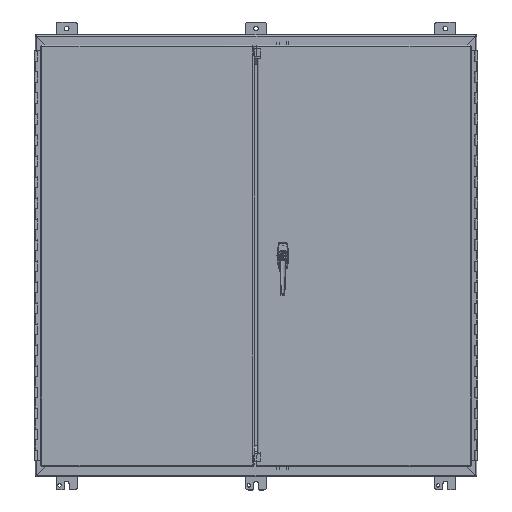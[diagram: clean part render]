
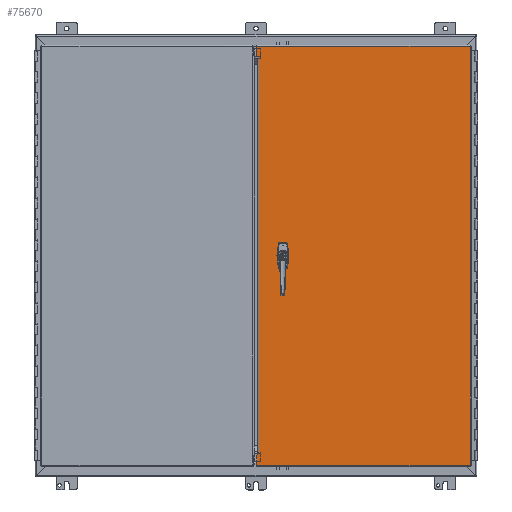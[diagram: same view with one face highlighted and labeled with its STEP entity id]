
A CAD part, top view. The second image highlights one B-rep face of the part: STEP entity #75670.
In plain terms, the highlighted face is planar.
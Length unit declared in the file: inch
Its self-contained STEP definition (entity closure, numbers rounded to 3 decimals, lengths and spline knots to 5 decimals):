
#74872=CARTESIAN_POINT('',(7.2812,0.,0.0));
#74873=VERTEX_POINT('',#74872);
#74874=CARTESIAN_POINT('',(7.7187,0.,0.0));
#74875=DIRECTION('',(0.0,0.0,1.0));
#74876=DIRECTION('',(1.0,0.0,0.0));
#74877=AXIS2_PLACEMENT_3D('',#74874,#74875,#74876);
#74878=CIRCLE('',#74877,0.4375);
#74879=EDGE_CURVE('',#74873,#74873,#74878,.T.);
#74900=CARTESIAN_POINT('',(7.82808,-0.8935,0.0));
#74901=VERTEX_POINT('',#74900);
#74908=CARTESIAN_POINT('',(7.60933,-0.8935,0.0));
#74909=VERTEX_POINT('',#74908);
#74910=CARTESIAN_POINT('',(7.7187,-0.8935,0.0));
#74911=DIRECTION('',(0.0,0.0,1.0));
#74912=DIRECTION('',(1.0,0.0,0.0));
#74913=AXIS2_PLACEMENT_3D('',#74910,#74911,#74912);
#74914=CIRCLE('',#74913,0.10938);
#74915=EDGE_CURVE('',#74909,#74901,#74914,.T.);
#74940=CARTESIAN_POINT('',(7.60933,-0.7685,0.0));
#74941=VERTEX_POINT('',#74940);
#74942=CARTESIAN_POINT('',(7.60933,-0.7685,0.0));
#74943=DIRECTION('',(0.0,-1.0,0.0));
#74944=VECTOR('',#74943,0.125);
#74945=LINE('',#74942,#74944);
#74946=EDGE_CURVE('',#74941,#74909,#74945,.T.);
#74972=CARTESIAN_POINT('',(7.82808,-0.7685,0.0));
#74973=VERTEX_POINT('',#74972);
#74974=CARTESIAN_POINT('',(7.7187,-0.7685,0.0));
#74975=DIRECTION('',(0.0,0.0,1.0));
#74976=DIRECTION('',(-1.0,0.0,0.0));
#74977=AXIS2_PLACEMENT_3D('',#74974,#74975,#74976);
#74978=CIRCLE('',#74977,0.10938);
#74979=EDGE_CURVE('',#74973,#74941,#74978,.T.);
#75002=CARTESIAN_POINT('',(7.82808,-0.8935,0.0));
#75003=DIRECTION('',(0.0,1.0,0.0));
#75004=VECTOR('',#75003,0.125);
#75005=LINE('',#75002,#75004);
#75006=EDGE_CURVE('',#74901,#74973,#75005,.T.);
#75028=CARTESIAN_POINT('',(7.82808,0.7685,0.0));
#75029=VERTEX_POINT('',#75028);
#75036=CARTESIAN_POINT('',(7.60932,0.7685,0.0));
#75037=VERTEX_POINT('',#75036);
#75038=CARTESIAN_POINT('',(7.7187,0.7685,0.0));
#75039=DIRECTION('',(0.0,0.0,1.0));
#75040=DIRECTION('',(1.0,0.0,0.0));
#75041=AXIS2_PLACEMENT_3D('',#75038,#75039,#75040);
#75042=CIRCLE('',#75041,0.10938);
#75043=EDGE_CURVE('',#75037,#75029,#75042,.T.);
#75068=CARTESIAN_POINT('',(7.60932,0.8935,0.0));
#75069=VERTEX_POINT('',#75068);
#75070=CARTESIAN_POINT('',(7.60932,0.8935,0.0));
#75071=DIRECTION('',(0.0,-1.0,0.0));
#75072=VECTOR('',#75071,0.125);
#75073=LINE('',#75070,#75072);
#75074=EDGE_CURVE('',#75069,#75037,#75073,.T.);
#75100=CARTESIAN_POINT('',(7.82808,0.8935,0.0));
#75101=VERTEX_POINT('',#75100);
#75102=CARTESIAN_POINT('',(7.7187,0.8935,0.0));
#75103=DIRECTION('',(0.0,0.0,1.0));
#75104=DIRECTION('',(-1.0,0.0,0.0));
#75105=AXIS2_PLACEMENT_3D('',#75102,#75103,#75104);
#75106=CIRCLE('',#75105,0.10938);
#75107=EDGE_CURVE('',#75101,#75069,#75106,.T.);
#75130=CARTESIAN_POINT('',(7.82808,0.7685,0.0));
#75131=DIRECTION('',(0.0,1.0,0.0));
#75132=VECTOR('',#75131,0.125);
#75133=LINE('',#75130,#75132);
#75134=EDGE_CURVE('',#75029,#75101,#75133,.T.);
#75171=CARTESIAN_POINT('',(9.96875,18.7811,0.));
#75172=VERTEX_POINT('',#75171);
#75409=CARTESIAN_POINT('',(9.96875,-18.7811,0.));
#75410=VERTEX_POINT('',#75409);
#75418=CARTESIAN_POINT('',(9.96875,18.7811,0.0));
#75419=DIRECTION('',(0.0,-1.0,0.0));
#75420=VECTOR('',#75419,37.5622);
#75421=LINE('',#75418,#75420);
#75422=EDGE_CURVE('',#75172,#75410,#75421,.T.);
#75478=CARTESIAN_POINT('',(9.96855,18.7811,0.));
#75479=VERTEX_POINT('',#75478);
#75480=CARTESIAN_POINT('',(9.96855,18.7811,0.0));
#75481=DIRECTION('',(1.0,0.0,0.0));
#75482=VECTOR('',#75481,0.0002);
#75483=LINE('',#75480,#75482);
#75484=EDGE_CURVE('',#75479,#75172,#75483,.T.);
#75509=CARTESIAN_POINT('',(9.96875,18.7813,0.0));
#75510=VERTEX_POINT('',#75509);
#75511=CARTESIAN_POINT('',(9.96855,18.7813,0.));
#75512=VERTEX_POINT('',#75511);
#75513=CARTESIAN_POINT('',(9.96875,18.7813,0.0));
#75514=DIRECTION('',(-1.0,0.0,0.0));
#75515=VECTOR('',#75514,0.0002);
#75516=LINE('',#75513,#75515);
#75517=EDGE_CURVE('',#75510,#75512,#75516,.T.);
#75549=CARTESIAN_POINT('',(9.96855,18.7813,0.0));
#75550=DIRECTION('',(0.0,-1.0,0.0));
#75551=VECTOR('',#75550,0.0002);
#75552=LINE('',#75549,#75551);
#75553=EDGE_CURVE('',#75512,#75479,#75552,.T.);
#75566=CARTESIAN_POINT('',(0.,0.,0.0));
#75567=DIRECTION('',(0.0,0.0,1.0));
#75568=DIRECTION('',(1.0,0.0,0.0));
#75569=AXIS2_PLACEMENT_3D('',#75566,#75567,#75568);
#75570=PLANE('',#75569);
#75571=ORIENTED_EDGE('',*,*,#75517,.T.);
#75572=ORIENTED_EDGE('',*,*,#75553,.T.);
#75573=ORIENTED_EDGE('',*,*,#75484,.T.);
#75574=ORIENTED_EDGE('',*,*,#75422,.T.);
#75575=CARTESIAN_POINT('',(9.96855,-18.7811,0.));
#75576=VERTEX_POINT('',#75575);
#75577=CARTESIAN_POINT('',(9.96875,-18.7811,0.0));
#75578=DIRECTION('',(-1.0,0.0,0.0));
#75579=VECTOR('',#75578,0.0002);
#75580=LINE('',#75577,#75579);
#75581=EDGE_CURVE('',#75410,#75576,#75580,.T.);
#75582=ORIENTED_EDGE('',*,*,#75581,.T.);
#75583=CARTESIAN_POINT('',(9.96855,-18.7813,0.));
#75584=VERTEX_POINT('',#75583);
#75585=CARTESIAN_POINT('',(9.96855,-18.7811,0.0));
#75586=DIRECTION('',(0.0,-1.0,0.0));
#75587=VECTOR('',#75586,0.0002);
#75588=LINE('',#75585,#75587);
#75589=EDGE_CURVE('',#75576,#75584,#75588,.T.);
#75590=ORIENTED_EDGE('',*,*,#75589,.T.);
#75591=CARTESIAN_POINT('',(9.96875,-18.7813,0.0));
#75592=VERTEX_POINT('',#75591);
#75593=CARTESIAN_POINT('',(9.96855,-18.7813,0.0));
#75594=DIRECTION('',(1.0,0.0,0.0));
#75595=VECTOR('',#75594,0.0002);
#75596=LINE('',#75593,#75595);
#75597=EDGE_CURVE('',#75584,#75592,#75596,.T.);
#75598=ORIENTED_EDGE('',*,*,#75597,.T.);
#75599=CARTESIAN_POINT('',(10.21875,-19.0313,0.0));
#75600=VERTEX_POINT('',#75599);
#75601=CARTESIAN_POINT('',(9.96875,-18.7813,0.0));
#75602=DIRECTION('',(0.707,-0.707,0.0));
#75603=VECTOR('',#75602,0.35355);
#75604=LINE('',#75601,#75603);
#75605=EDGE_CURVE('',#75592,#75600,#75604,.T.);
#75606=ORIENTED_EDGE('',*,*,#75605,.T.);
#75607=CARTESIAN_POINT('',(10.21875,-19.9063,0.));
#75608=VERTEX_POINT('',#75607);
#75609=CARTESIAN_POINT('',(10.21875,-19.0313,0.0));
#75610=DIRECTION('',(0.0,-1.0,0.0));
#75611=VECTOR('',#75610,0.875);
#75612=LINE('',#75609,#75611);
#75613=EDGE_CURVE('',#75600,#75608,#75612,.T.);
#75614=ORIENTED_EDGE('',*,*,#75613,.T.);
#75615=CARTESIAN_POINT('',(-10.0938,-19.9063,0.));
#75616=VERTEX_POINT('',#75615);
#75617=CARTESIAN_POINT('',(10.21875,-19.9063,0.0));
#75618=DIRECTION('',(-1.0,0.0,0.0));
#75619=VECTOR('',#75618,20.31255);
#75620=LINE('',#75617,#75619);
#75621=EDGE_CURVE('',#75608,#75616,#75620,.T.);
#75622=ORIENTED_EDGE('',*,*,#75621,.T.);
#75623=CARTESIAN_POINT('',(-10.0938,19.9063,0.));
#75624=VERTEX_POINT('',#75623);
#75625=CARTESIAN_POINT('',(-10.0938,-19.9063,0.0));
#75626=DIRECTION('',(0.0,1.0,0.0));
#75627=VECTOR('',#75626,39.8126);
#75628=LINE('',#75625,#75627);
#75629=EDGE_CURVE('',#75616,#75624,#75628,.T.);
#75630=ORIENTED_EDGE('',*,*,#75629,.T.);
#75631=CARTESIAN_POINT('',(10.21875,19.9063,0.));
#75632=VERTEX_POINT('',#75631);
#75633=CARTESIAN_POINT('',(-10.0938,19.9063,0.0));
#75634=DIRECTION('',(1.0,0.0,0.0));
#75635=VECTOR('',#75634,20.31255);
#75636=LINE('',#75633,#75635);
#75637=EDGE_CURVE('',#75624,#75632,#75636,.T.);
#75638=ORIENTED_EDGE('',*,*,#75637,.T.);
#75639=CARTESIAN_POINT('',(10.21875,19.0313,0.0));
#75640=VERTEX_POINT('',#75639);
#75641=CARTESIAN_POINT('',(10.21875,19.9063,0.0));
#75642=DIRECTION('',(0.0,-1.0,0.0));
#75643=VECTOR('',#75642,0.875);
#75644=LINE('',#75641,#75643);
#75645=EDGE_CURVE('',#75632,#75640,#75644,.T.);
#75646=ORIENTED_EDGE('',*,*,#75645,.T.);
#75647=CARTESIAN_POINT('',(10.21875,19.0313,0.0));
#75648=DIRECTION('',(-0.707,-0.707,0.0));
#75649=VECTOR('',#75648,0.35355);
#75650=LINE('',#75647,#75649);
#75651=EDGE_CURVE('',#75640,#75510,#75650,.T.);
#75652=ORIENTED_EDGE('',*,*,#75651,.T.);
#75653=EDGE_LOOP('',(#75571,#75572,#75573,#75574,#75582,#75590,#75598,#75606,#75614,#75622,#75630,#75638,#75646,#75652));
#75654=FACE_OUTER_BOUND('',#75653,.T.);
#75655=ORIENTED_EDGE('',*,*,#74879,.T.);
#75656=EDGE_LOOP('',(#75655));
#75657=FACE_BOUND('',#75656,.T.);
#75658=ORIENTED_EDGE('',*,*,#74915,.T.);
#75659=ORIENTED_EDGE('',*,*,#75006,.T.);
#75660=ORIENTED_EDGE('',*,*,#74979,.T.);
#75661=ORIENTED_EDGE('',*,*,#74946,.T.);
#75662=EDGE_LOOP('',(#75658,#75659,#75660,#75661));
#75663=FACE_BOUND('',#75662,.T.);
#75664=ORIENTED_EDGE('',*,*,#75043,.T.);
#75665=ORIENTED_EDGE('',*,*,#75134,.T.);
#75666=ORIENTED_EDGE('',*,*,#75107,.T.);
#75667=ORIENTED_EDGE('',*,*,#75074,.T.);
#75668=EDGE_LOOP('',(#75664,#75665,#75666,#75667));
#75669=FACE_BOUND('',#75668,.T.);
#75670=ADVANCED_FACE('',(#75654,#75657,#75663,#75669),#75570,.F.);
